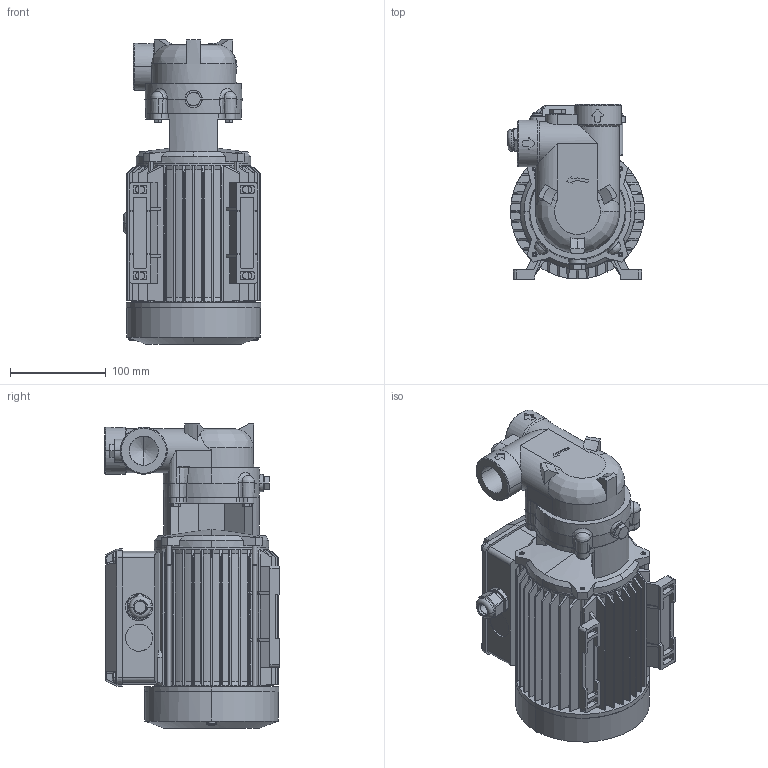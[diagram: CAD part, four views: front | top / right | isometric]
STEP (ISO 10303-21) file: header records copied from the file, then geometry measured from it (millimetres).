
FILE_DESCRIPTION (( 'STEP AP214' ), '1' );
FILE_NAME ('4_93_453_04_REV00.step', '2022-08-12T14:23:10', ( '' ), ( '' ), 'SwSTEP 2.0', 'SolidWorks 2020', '' );
FILE_SCHEMA (( 'AUTOMOTIVE_DESIGN' ));
Length unit declared in the file: millimetre
Products named in the file (2): Copia di 4_93_453_04_REV00^4_93_453_04_REV00; 4_93_453_04_REV00
Assembly tree (1 placements, depth 2):
  4_93_453_04_REV00
    Copia di 4_93_453_04_REV00^4_93_453_04_REV00
Bounding box: 143.69 x 183 x 318.1 mm (x, y, z)
Volume: 4135145.7 mm3; surface area: 390621.6 mm2
Topology: 16 solids, 16 shells, 1309 faces, 3490 edges, 2282 vertices
Faces by surface type: plane 723, cylinder 315, cone 186, bspline 71, sphere 12, torus 2
Entity records: 52927 total; most frequent: CARTESIAN_POINT 21131, ORIENTED_EDGE 6964, DIRECTION 6006, EDGE_CURVE 3482, VERTEX_POINT 2282, AXIS2_PLACEMENT_3D 2045, LINE 1916, VECTOR 1916
